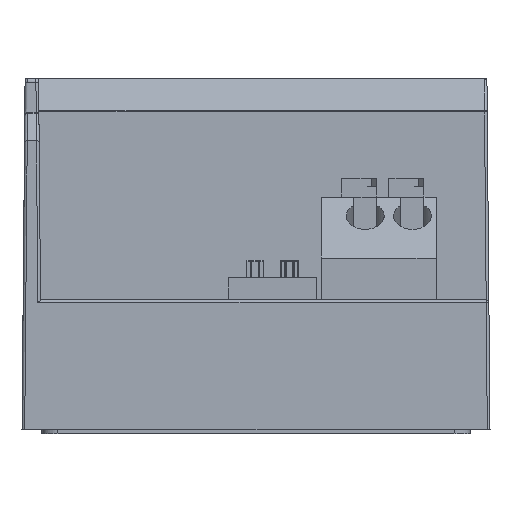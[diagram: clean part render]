
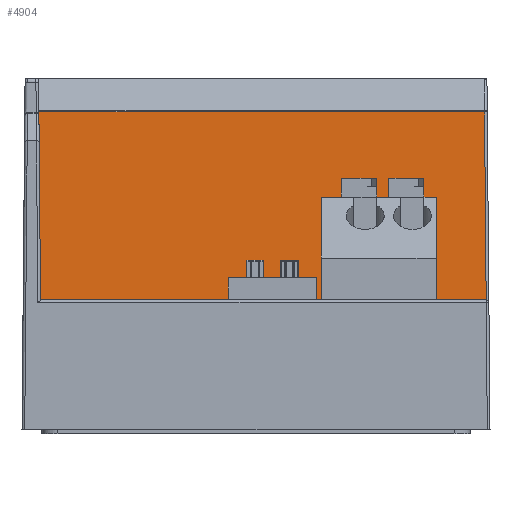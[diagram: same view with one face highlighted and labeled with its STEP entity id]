
A CAD part, left-side view. The second image highlights one B-rep face of the part: STEP entity #4904.
In plain terms, the highlighted planar face has unit normal (-1, 0, 0.009).
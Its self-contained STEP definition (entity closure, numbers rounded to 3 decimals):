
#4904=ADVANCED_FACE('',(#11421),#11423,.F.);
#11421=FACE_BOUND('',#11422,.T.);
#11422=EDGE_LOOP('',(#17138,#17139,#17140,#17141));
#11423=PLANE('',#11424);
#11424=AXIS2_PLACEMENT_3D('',#11425,#11426,#11427);
#11425=CARTESIAN_POINT('',(-29.34,-24.925,26.3));
#11426=DIRECTION('',(1.,0.,-0.009));
#11427=DIRECTION('',(-0.009,0.,-1.));
#17138=ORIENTED_EDGE('',*,*,#20305,.T.);
#17139=ORIENTED_EDGE('',*,*,#20306,.T.);
#17140=ORIENTED_EDGE('',*,*,#20307,.F.);
#17141=ORIENTED_EDGE('',*,*,#19896,.F.);
#19896=EDGE_CURVE('',#23262,#23264,#23265,.T.);
#20305=EDGE_CURVE('',#23262,#23958,#23959,.T.);
#20306=EDGE_CURVE('',#23958,#23960,#23961,.T.);
#20307=EDGE_CURVE('',#23264,#23960,#23962,.T.);
#23262=VERTEX_POINT('',#30286);
#23264=VERTEX_POINT('',#30291);
#23265=LINE('',#30292,#30293);
#23958=VERTEX_POINT('',#32286);
#23959=LINE('',#32287,#32288);
#23960=VERTEX_POINT('',#32290);
#23961=LINE('',#32291,#32292);
#23962=LINE('',#32294,#32295);
#30286=CARTESIAN_POINT('',(-29.483,-17.016,9.9));
#30291=CARTESIAN_POINT('',(-29.483,15.93,9.9));
#30292=CARTESIAN_POINT('',(-29.483,-17.016,9.9));
#30293=VECTOR('',#30294,1.);
#30294=DIRECTION('',(0.,1.,0.));
#32286=CARTESIAN_POINT('',(-29.362,-16.895,23.797));
#32287=CARTESIAN_POINT('',(-29.483,-17.016,9.9));
#32288=VECTOR('',#32289,1.);
#32289=DIRECTION('',(0.009,0.009,1.));
#32290=CARTESIAN_POINT('',(-29.362,16.051,23.797));
#32291=CARTESIAN_POINT('',(-29.362,-16.895,23.797));
#32292=VECTOR('',#32293,1.);
#32293=DIRECTION('',(0.,1.,0.));
#32294=CARTESIAN_POINT('',(-29.483,15.93,9.9));
#32295=VECTOR('',#32296,1.);
#32296=DIRECTION('',(0.009,0.009,1.));
